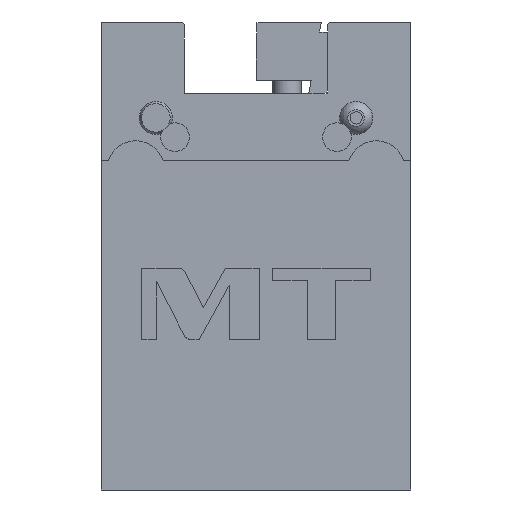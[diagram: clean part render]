
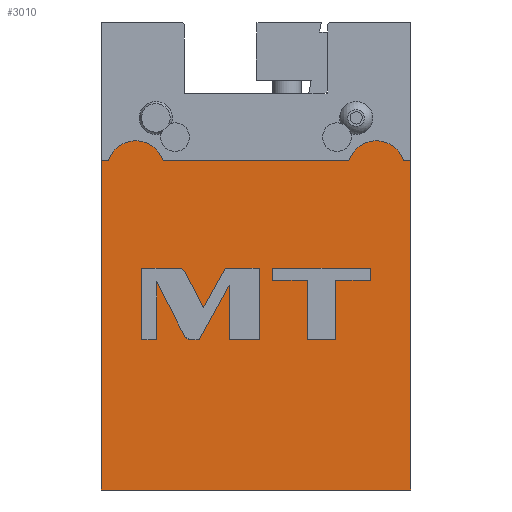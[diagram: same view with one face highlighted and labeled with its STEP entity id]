
A CAD part, left-side view. The second image highlights one B-rep face of the part: STEP entity #3010.
In plain terms, the highlighted planar face has unit normal (-1, 0, 0).
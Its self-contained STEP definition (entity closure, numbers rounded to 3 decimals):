
#428=DIRECTION('',(0.,0.,1.));
#429=VECTOR('',#428,115.);
#430=CARTESIAN_POINT('',(-36.,-54.,-65.));
#431=LINE('',#430,#429);
#588=DIRECTION('',(0.,0.,1.));
#589=VECTOR('',#588,115.);
#590=CARTESIAN_POINT('',(-36.,54.,-65.));
#591=LINE('',#590,#589);
#725=DIRECTION('',(0.,1.,0.));
#726=VECTOR('',#725,2.461);
#727=CARTESIAN_POINT('',(-36.,51.539,50.));
#728=LINE('',#727,#726);
#729=CARTESIAN_POINT('',(-36.,42.,47.));
#730=DIRECTION('',(-1.,0.,0.));
#731=DIRECTION('',(0.,-0.954,0.3));
#732=AXIS2_PLACEMENT_3D('',#729,#730,#731);
#739=DIRECTION('',(0.,1.,0.));
#740=VECTOR('',#739,108.);
#741=CARTESIAN_POINT('',(-36.,-54.,-65.));
#742=LINE('',#741,#740);
#743=CARTESIAN_POINT('',(-36.,24.713,10.872));
#744=CARTESIAN_POINT('',(-36.,25.232,11.876));
#745=CARTESIAN_POINT('',(-36.,26.257,12.5));
#746=CARTESIAN_POINT('',(-36.,27.387,12.5));
#748=DIRECTION('',(0.,1.,0.));
#749=VECTOR('',#748,12.568);
#750=CARTESIAN_POINT('',(-36.,27.387,12.5));
#751=LINE('',#750,#749);
#752=DIRECTION('',(0.,0.,-1.));
#753=VECTOR('',#752,25.);
#754=CARTESIAN_POINT('',(-36.,39.955,12.5));
#755=LINE('',#754,#753);
#756=DIRECTION('',(0.,-1.,0.));
#757=VECTOR('',#756,5.2);
#758=CARTESIAN_POINT('',(-36.,39.955,-12.5));
#759=LINE('',#758,#757);
#760=DIRECTION('',(0.,0.,1.));
#761=VECTOR('',#760,20.253);
#762=CARTESIAN_POINT('',(-36.,34.755,-12.5));
#763=LINE('',#762,#761);
#764=DIRECTION('',(0.,-0.459,-0.888));
#765=VECTOR('',#764,20.967);
#766=CARTESIAN_POINT('',(-36.,34.755,7.753));
#767=LINE('',#766,#765);
#768=CARTESIAN_POINT('',(-36.,25.125,-10.872));
#769=CARTESIAN_POINT('',(-36.,24.605,-11.877));
#770=CARTESIAN_POINT('',(-36.,23.579,-12.5));
#771=CARTESIAN_POINT('',(-36.,22.448,-12.5));
#773=DIRECTION('',(0.,-1.,0.));
#774=VECTOR('',#773,2.608);
#775=CARTESIAN_POINT('',(-36.,22.448,-12.5));
#776=LINE('',#775,#774);
#777=DIRECTION('',(0.,-0.481,0.877));
#778=VECTOR('',#777,21.691);
#779=CARTESIAN_POINT('',(-36.,19.84,-12.5));
#780=LINE('',#779,#778);
#781=DIRECTION('',(0.,0.,-1.));
#782=VECTOR('',#781,19.015);
#783=CARTESIAN_POINT('',(-36.,9.402,6.515));
#784=LINE('',#783,#782);
#785=DIRECTION('',(0.,-1.,0.));
#786=VECTOR('',#785,10.52);
#787=CARTESIAN_POINT('',(-36.,9.402,-12.5));
#788=LINE('',#787,#786);
#789=DIRECTION('',(0.,0.,1.));
#790=VECTOR('',#789,25.);
#791=CARTESIAN_POINT('',(-36.,-1.118,-12.5));
#792=LINE('',#791,#790);
#793=DIRECTION('',(0.,1.,0.));
#794=VECTOR('',#793,11.86);
#795=CARTESIAN_POINT('',(-36.,-1.118,12.5));
#796=LINE('',#795,#794);
#797=DIRECTION('',(0.,0.481,-0.877));
#798=VECTOR('',#797,15.851);
#799=CARTESIAN_POINT('',(-36.,10.742,12.5));
#800=LINE('',#799,#798);
#801=DIRECTION('',(0.,0.459,0.888));
#802=VECTOR('',#801,13.81);
#803=CARTESIAN_POINT('',(-36.,18.37,-1.395));
#804=LINE('',#803,#802);
#805=DIRECTION('',(0.,0.,-1.));
#806=VECTOR('',#805,20.743);
#807=CARTESIAN_POINT('',(-36.,-17.931,8.243));
#808=LINE('',#807,#806);
#809=DIRECTION('',(0.,-1.,0.));
#810=VECTOR('',#809,9.903);
#811=CARTESIAN_POINT('',(-36.,-17.931,-12.5));
#812=LINE('',#811,#810);
#813=DIRECTION('',(0.,0.,1.));
#814=VECTOR('',#813,20.743);
#815=CARTESIAN_POINT('',(-36.,-27.834,-12.5));
#816=LINE('',#815,#814);
#817=DIRECTION('',(0.,-1.,0.));
#818=VECTOR('',#817,12.12);
#819=CARTESIAN_POINT('',(-36.,-27.834,8.243));
#820=LINE('',#819,#818);
#821=DIRECTION('',(0.,0.,1.));
#822=VECTOR('',#821,4.257);
#823=CARTESIAN_POINT('',(-36.,-39.954,8.243));
#824=LINE('',#823,#822);
#825=DIRECTION('',(0.,1.,0.));
#826=VECTOR('',#825,34.143);
#827=CARTESIAN_POINT('',(-36.,-39.954,12.5));
#828=LINE('',#827,#826);
#829=DIRECTION('',(0.,0.,-1.));
#830=VECTOR('',#829,4.257);
#831=CARTESIAN_POINT('',(-36.,-5.811,12.5));
#832=LINE('',#831,#830);
#833=DIRECTION('',(0.,-1.,0.));
#834=VECTOR('',#833,12.12);
#835=CARTESIAN_POINT('',(-36.,-5.811,8.243));
#836=LINE('',#835,#834);
#841=DIRECTION('',(0.,1.,0.));
#842=VECTOR('',#841,64.921);
#843=CARTESIAN_POINT('',(-36.,-32.461,50.));
#844=LINE('',#843,#842);
#849=CARTESIAN_POINT('',(-36.,-42.,47.));
#850=DIRECTION('',(-1.,0.,0.));
#851=DIRECTION('',(0.,-0.954,0.3));
#852=AXIS2_PLACEMENT_3D('',#849,#850,#851);
#863=DIRECTION('',(0.,1.,0.));
#864=VECTOR('',#863,2.461);
#865=CARTESIAN_POINT('',(-36.,-54.,50.));
#866=LINE('',#865,#864);
#1658=CARTESIAN_POINT('',(-36.,-54.,-65.));
#1660=VERTEX_POINT('',#1658);
#1661=CARTESIAN_POINT('',(-36.,-54.,50.));
#1662=VERTEX_POINT('',#1661);
#1670=CARTESIAN_POINT('',(-36.,54.,-65.));
#1672=VERTEX_POINT('',#1670);
#1673=CARTESIAN_POINT('',(-36.,54.,50.));
#1674=VERTEX_POINT('',#1673);
#1761=CARTESIAN_POINT('',(-36.,-51.539,50.));
#1763=VERTEX_POINT('',#1761);
#1765=CARTESIAN_POINT('',(-36.,-32.461,50.));
#1767=VERTEX_POINT('',#1765);
#1769=CARTESIAN_POINT('',(-36.,32.461,50.));
#1771=VERTEX_POINT('',#1769);
#1773=CARTESIAN_POINT('',(-36.,51.539,50.));
#1775=VERTEX_POINT('',#1773);
#2060=VERTEX_POINT('',#743);
#2061=VERTEX_POINT('',#746);
#2062=CARTESIAN_POINT('',(-36.,39.955,12.5));
#2063=VERTEX_POINT('',#2062);
#2064=CARTESIAN_POINT('',(-36.,39.955,-12.5));
#2065=VERTEX_POINT('',#2064);
#2066=CARTESIAN_POINT('',(-36.,34.755,-12.5));
#2067=VERTEX_POINT('',#2066);
#2068=CARTESIAN_POINT('',(-36.,34.755,7.753));
#2069=VERTEX_POINT('',#2068);
#2070=CARTESIAN_POINT('',(-36.,25.125,-10.872));
#2071=VERTEX_POINT('',#2070);
#2072=VERTEX_POINT('',#771);
#2073=CARTESIAN_POINT('',(-36.,19.84,-12.5));
#2074=VERTEX_POINT('',#2073);
#2075=CARTESIAN_POINT('',(-36.,9.402,6.515));
#2076=VERTEX_POINT('',#2075);
#2077=CARTESIAN_POINT('',(-36.,9.402,-12.5));
#2078=VERTEX_POINT('',#2077);
#2079=CARTESIAN_POINT('',(-36.,-1.118,-12.5));
#2080=VERTEX_POINT('',#2079);
#2081=CARTESIAN_POINT('',(-36.,-1.118,12.5));
#2082=VERTEX_POINT('',#2081);
#2083=CARTESIAN_POINT('',(-36.,10.742,12.5));
#2084=VERTEX_POINT('',#2083);
#2085=CARTESIAN_POINT('',(-36.,18.37,-1.395));
#2086=VERTEX_POINT('',#2085);
#2087=CARTESIAN_POINT('',(-36.,-17.931,8.243));
#2088=CARTESIAN_POINT('',(-36.,-17.931,-12.5));
#2089=VERTEX_POINT('',#2087);
#2090=VERTEX_POINT('',#2088);
#2091=CARTESIAN_POINT('',(-36.,-27.834,-12.5));
#2092=VERTEX_POINT('',#2091);
#2093=CARTESIAN_POINT('',(-36.,-27.834,8.243));
#2094=VERTEX_POINT('',#2093);
#2095=CARTESIAN_POINT('',(-36.,-39.954,8.243));
#2096=VERTEX_POINT('',#2095);
#2097=CARTESIAN_POINT('',(-36.,-39.954,12.5));
#2098=VERTEX_POINT('',#2097);
#2099=CARTESIAN_POINT('',(-36.,-5.811,12.5));
#2100=VERTEX_POINT('',#2099);
#2101=CARTESIAN_POINT('',(-36.,-5.811,8.243));
#2102=VERTEX_POINT('',#2101);
#2941=CARTESIAN_POINT('',(-36.,-54.,-65.));
#2942=DIRECTION('',(-1.,0.,0.));
#2943=DIRECTION('',(0.,0.,1.));
#2944=AXIS2_PLACEMENT_3D('',#2941,#2942,#2943);
#2945=PLANE('',#2944);
#2947=ORIENTED_EDGE('',*,*,#2946,.F.);
#2949=ORIENTED_EDGE('',*,*,#2948,.F.);
#2951=ORIENTED_EDGE('',*,*,#2950,.F.);
#2952=ORIENTED_EDGE('',*,*,#2567,.F.);
#2954=ORIENTED_EDGE('',*,*,#2953,.T.);
#2955=ORIENTED_EDGE('',*,*,#2738,.T.);
#2956=ORIENTED_EDGE('',*,*,#2920,.F.);
#2957=ORIENTED_EDGE('',*,*,#2932,.F.);
#2958=EDGE_LOOP('',(#2947,#2949,#2951,#2952,#2954,#2955,#2956,#2957));
#2959=FACE_OUTER_BOUND('',#2958,.F.);
#2961=ORIENTED_EDGE('',*,*,#2960,.T.);
#2963=ORIENTED_EDGE('',*,*,#2962,.T.);
#2965=ORIENTED_EDGE('',*,*,#2964,.T.);
#2967=ORIENTED_EDGE('',*,*,#2966,.T.);
#2969=ORIENTED_EDGE('',*,*,#2968,.T.);
#2971=ORIENTED_EDGE('',*,*,#2970,.T.);
#2973=ORIENTED_EDGE('',*,*,#2972,.T.);
#2975=ORIENTED_EDGE('',*,*,#2974,.T.);
#2977=ORIENTED_EDGE('',*,*,#2976,.T.);
#2979=ORIENTED_EDGE('',*,*,#2978,.T.);
#2981=ORIENTED_EDGE('',*,*,#2980,.T.);
#2983=ORIENTED_EDGE('',*,*,#2982,.T.);
#2985=ORIENTED_EDGE('',*,*,#2984,.T.);
#2987=ORIENTED_EDGE('',*,*,#2986,.T.);
#2989=ORIENTED_EDGE('',*,*,#2988,.T.);
#2990=EDGE_LOOP('',(#2961,#2963,#2965,#2967,#2969,#2971,#2973,#2975,#2977,#2979,
#2981,#2983,#2985,#2987,#2989));
#2991=FACE_BOUND('',#2990,.F.);
#2993=ORIENTED_EDGE('',*,*,#2992,.T.);
#2995=ORIENTED_EDGE('',*,*,#2994,.T.);
#2997=ORIENTED_EDGE('',*,*,#2996,.T.);
#2999=ORIENTED_EDGE('',*,*,#2998,.T.);
#3001=ORIENTED_EDGE('',*,*,#3000,.T.);
#3003=ORIENTED_EDGE('',*,*,#3002,.T.);
#3005=ORIENTED_EDGE('',*,*,#3004,.T.);
#3007=ORIENTED_EDGE('',*,*,#3006,.T.);
#3008=EDGE_LOOP('',(#2993,#2995,#2997,#2999,#3001,#3003,#3005,#3007));
#3009=FACE_BOUND('',#3008,.F.);
#3010=ADVANCED_FACE('',(#2959,#2991,#3009),#2945,.T.);
#733=CIRCLE('',#732,10.);
#747=B_SPLINE_CURVE_WITH_KNOTS('',3,(#743,#744,#745,#746),.UNSPECIFIED.,.F.,.F.,
(4,4),(0.,1.),.UNSPECIFIED.);
#772=B_SPLINE_CURVE_WITH_KNOTS('',3,(#768,#769,#770,#771),.UNSPECIFIED.,.F.,.F.,
(4,4),(0.,1.),.UNSPECIFIED.);
#853=CIRCLE('',#852,10.);
#2567=EDGE_CURVE('',#1660,#1662,#431,.T.);
#2738=EDGE_CURVE('',#1672,#1674,#591,.T.);
#2920=EDGE_CURVE('',#1775,#1674,#728,.T.);
#2932=EDGE_CURVE('',#1771,#1775,#733,.T.);
#2946=EDGE_CURVE('',#1767,#1771,#844,.T.);
#2948=EDGE_CURVE('',#1763,#1767,#853,.T.);
#2950=EDGE_CURVE('',#1662,#1763,#866,.T.);
#2953=EDGE_CURVE('',#1660,#1672,#742,.T.);
#2960=EDGE_CURVE('',#2060,#2061,#747,.T.);
#2962=EDGE_CURVE('',#2061,#2063,#751,.T.);
#2964=EDGE_CURVE('',#2063,#2065,#755,.T.);
#2966=EDGE_CURVE('',#2065,#2067,#759,.T.);
#2968=EDGE_CURVE('',#2067,#2069,#763,.T.);
#2970=EDGE_CURVE('',#2069,#2071,#767,.T.);
#2972=EDGE_CURVE('',#2071,#2072,#772,.T.);
#2974=EDGE_CURVE('',#2072,#2074,#776,.T.);
#2976=EDGE_CURVE('',#2074,#2076,#780,.T.);
#2978=EDGE_CURVE('',#2076,#2078,#784,.T.);
#2980=EDGE_CURVE('',#2078,#2080,#788,.T.);
#2982=EDGE_CURVE('',#2080,#2082,#792,.T.);
#2984=EDGE_CURVE('',#2082,#2084,#796,.T.);
#2986=EDGE_CURVE('',#2084,#2086,#800,.T.);
#2988=EDGE_CURVE('',#2086,#2060,#804,.T.);
#2992=EDGE_CURVE('',#2089,#2090,#808,.T.);
#2994=EDGE_CURVE('',#2090,#2092,#812,.T.);
#2996=EDGE_CURVE('',#2092,#2094,#816,.T.);
#2998=EDGE_CURVE('',#2094,#2096,#820,.T.);
#3000=EDGE_CURVE('',#2096,#2098,#824,.T.);
#3002=EDGE_CURVE('',#2098,#2100,#828,.T.);
#3004=EDGE_CURVE('',#2100,#2102,#832,.T.);
#3006=EDGE_CURVE('',#2102,#2089,#836,.T.);
